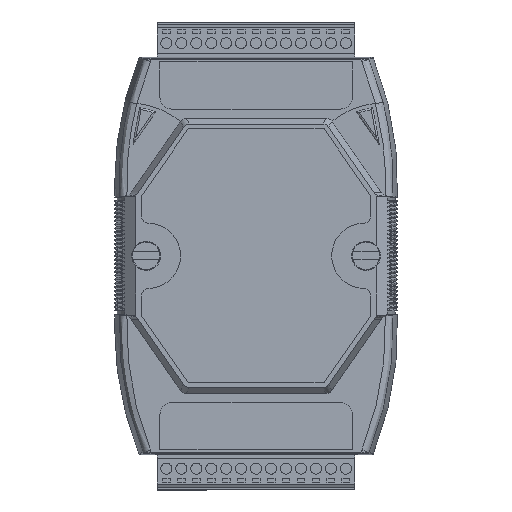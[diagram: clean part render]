
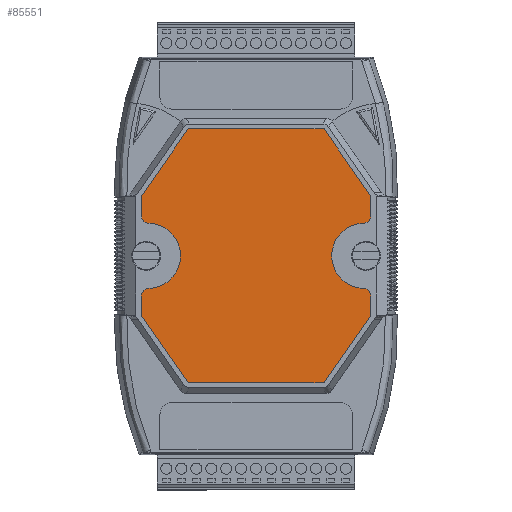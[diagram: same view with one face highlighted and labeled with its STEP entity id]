
A CAD part, top view. The second image highlights one B-rep face of the part: STEP entity #85551.
In plain terms, the highlighted face is planar.
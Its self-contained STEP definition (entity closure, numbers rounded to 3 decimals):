
#866 = EDGE_CURVE ( 'NONE', #55557, #55982, #69548, .T. ) ;
#1387 = DIRECTION ( 'NONE',  ( 0.571, 0., 0.821 ) ) ;
#1608 = DIRECTION ( 'NONE',  ( 0., 0., 1. ) ) ;
#2643 = CARTESIAN_POINT ( 'NONE',  ( -27.25, 0.3, 10.296 ) ) ;
#3877 = CARTESIAN_POINT ( 'NONE',  ( 27.25, 0.3, -10.296 ) ) ;
#6214 = VECTOR ( 'NONE', #19254, 1000. ) ;
#6278 = DIRECTION ( 'NONE',  ( 0., 0., 1. ) ) ;
#7764 = ORIENTED_EDGE ( 'NONE', *, *, #9305, .T. ) ;
#7876 = DIRECTION ( 'NONE',  ( 0., 0., 1. ) ) ;
#7966 = CARTESIAN_POINT ( 'NONE',  ( -27.308, 0.3, 8.296 ) ) ;
#8087 = VECTOR ( 'NONE', #6278, 1000. ) ;
#8127 = VERTEX_POINT ( 'NONE', #42753 ) ;
#9305 = EDGE_CURVE ( 'NONE', #32734, #90328, #95962, .T. ) ;
#9347 = LINE ( 'NONE', #81792, #35147 ) ;
#9850 = VERTEX_POINT ( 'NONE', #87502 ) ;
#10475 = CARTESIAN_POINT ( 'NONE',  ( -29.25, 0.3, 10.296 ) ) ;
#12310 = ORIENTED_EDGE ( 'NONE', *, *, #60846, .T. ) ;
#12560 = AXIS2_PLACEMENT_3D ( 'NONE', #62223, #55220, #77818 ) ;
#12730 = ORIENTED_EDGE ( 'NONE', *, *, #39647, .T. ) ;
#12858 = DIRECTION ( 'NONE',  ( -0.571, 0., 0.821 ) ) ;
#13189 = VERTEX_POINT ( 'NONE', #97902 ) ;
#16040 = EDGE_CURVE ( 'NONE', #36784, #13189, #9347, .T. ) ;
#16345 = EDGE_CURVE ( 'NONE', #13189, #80212, #31242, .T. ) ;
#17162 = VECTOR ( 'NONE', #22157, 1000. ) ;
#17981 = EDGE_CURVE ( 'NONE', #9850, #55467, #74756, .T. ) ;
#18485 = LINE ( 'NONE', #67805, #65983 ) ;
#18697 = ORIENTED_EDGE ( 'NONE', *, *, #16040, .T. ) ;
#19254 = DIRECTION ( 'NONE',  ( 0., 0., 1. ) ) ;
#19872 = DIRECTION ( 'NONE',  ( 0., 0., 1. ) ) ;
#20912 = LINE ( 'NONE', #54134, #52411 ) ;
#22157 = DIRECTION ( 'NONE',  ( 0., 0., -1. ) ) ;
#22582 = DIRECTION ( 'NONE',  ( 0., 0., -1. ) ) ;
#22605 = CARTESIAN_POINT ( 'NONE',  ( 29.25, 0.3, -15.163 ) ) ;
#23189 = DIRECTION ( 'NONE',  ( 0.571, 0., -0.821 ) ) ;
#24547 = VERTEX_POINT ( 'NONE', #37025 ) ;
#25088 = FACE_OUTER_BOUND ( 'NONE', #34338, .T. ) ;
#26324 = DIRECTION ( 'NONE',  ( 0., 1., 0. ) ) ;
#26492 = ORIENTED_EDGE ( 'NONE', *, *, #68119, .T. ) ;
#27170 = VERTEX_POINT ( 'NONE', #65787 ) ;
#27841 = CARTESIAN_POINT ( 'NONE',  ( -29.25, 0.3, 10.296 ) ) ;
#28045 = ORIENTED_EDGE ( 'NONE', *, *, #100965, .T. ) ;
#29170 = LINE ( 'NONE', #79049, #17162 ) ;
#30641 = CARTESIAN_POINT ( 'NONE',  ( 29.25, 0.3, -10.296 ) ) ;
#31242 = LINE ( 'NONE', #63948, #67695 ) ;
#31480 = AXIS2_PLACEMENT_3D ( 'NONE', #3877, #36550, #104628 ) ;
#32734 = VERTEX_POINT ( 'NONE', #104691 ) ;
#34338 = EDGE_LOOP ( 'NONE', ( #72453, #18697, #91359, #12310, #72399, #61040, #28045, #92493, #56595, #7764, #71025, #12730, #61156, #60619, #101623, #26492 ) ) ;
#35147 = VECTOR ( 'NONE', #105378, 1000. ) ;
#36550 = DIRECTION ( 'NONE',  ( 0., 1., 0. ) ) ;
#36784 = VERTEX_POINT ( 'NONE', #64193 ) ;
#37025 = CARTESIAN_POINT ( 'NONE',  ( 29.25, 0.3, -15.163 ) ) ;
#39611 = DIRECTION ( 'NONE',  ( -1., 0., 0. ) ) ;
#39647 = EDGE_CURVE ( 'NONE', #45369, #27170, #79242, .T. ) ;
#40127 = PLANE ( 'NONE',  #66817 ) ;
#40853 = CARTESIAN_POINT ( 'NONE',  ( -29.25, 0.3, -15.163 ) ) ;
#42433 = DIRECTION ( 'NONE',  ( 0., 0., 1. ) ) ;
#42753 = CARTESIAN_POINT ( 'NONE',  ( -27.308, 0.3, -8.296 ) ) ;
#43489 = CARTESIAN_POINT ( 'NONE',  ( 27.25, 0.3, 10.296 ) ) ;
#44885 = DIRECTION ( 'NONE',  ( 0., 0., 1. ) ) ;
#45369 = VERTEX_POINT ( 'NONE', #40853 ) ;
#46196 = LINE ( 'NONE', #30641, #64762 ) ;
#46703 = EDGE_CURVE ( 'NONE', #27170, #8127, #69033, .T. ) ;
#48907 = EDGE_CURVE ( 'NONE', #24547, #32734, #80575, .T. ) ;
#50404 = EDGE_CURVE ( 'NONE', #90328, #45369, #20912, .T. ) ;
#50540 = VECTOR ( 'NONE', #39611, 1000. ) ;
#50758 = CARTESIAN_POINT ( 'NONE',  ( -17.305, 0.3, -32.35 ) ) ;
#52411 = VECTOR ( 'NONE', #12858, 1000. ) ;
#52522 = AXIS2_PLACEMENT_3D ( 'NONE', #72245, #64700, #7876 ) ;
#52831 = EDGE_CURVE ( 'NONE', #61415, #24547, #46196, .T. ) ;
#53155 = CARTESIAN_POINT ( 'NONE',  ( 29.25, 0.3, 10.296 ) ) ;
#54134 = CARTESIAN_POINT ( 'NONE',  ( -17.305, 0.3, -32.35 ) ) ;
#55220 = DIRECTION ( 'NONE',  ( 0., 1., 0. ) ) ;
#55467 = VERTEX_POINT ( 'NONE', #103989 ) ;
#55557 = VERTEX_POINT ( 'NONE', #7966 ) ;
#55982 = VERTEX_POINT ( 'NONE', #10475 ) ;
#56595 = ORIENTED_EDGE ( 'NONE', *, *, #48907, .T. ) ;
#57778 = CARTESIAN_POINT ( 'NONE',  ( 27.25, 0.3, 10.296 ) ) ;
#58821 = DIRECTION ( 'NONE',  ( 0., 1., 0. ) ) ;
#59184 = AXIS2_PLACEMENT_3D ( 'NONE', #2643, #75057, #1608 ) ;
#60619 = ORIENTED_EDGE ( 'NONE', *, *, #75413, .T. ) ;
#60846 = EDGE_CURVE ( 'NONE', #80212, #61175, #29170, .T. ) ;
#61040 = ORIENTED_EDGE ( 'NONE', *, *, #17981, .T. ) ;
#61156 = ORIENTED_EDGE ( 'NONE', *, *, #46703, .T. ) ;
#61175 = VERTEX_POINT ( 'NONE', #53155 ) ;
#61415 = VERTEX_POINT ( 'NONE', #80522 ) ;
#62223 = CARTESIAN_POINT ( 'NONE',  ( -27.25, 0.3, -10.296 ) ) ;
#63441 = CIRCLE ( 'NONE', #80566, 8.3 ) ;
#63948 = CARTESIAN_POINT ( 'NONE',  ( 17.305, 0.3, 32.35 ) ) ;
#64029 = VERTEX_POINT ( 'NONE', #92964 ) ;
#64193 = CARTESIAN_POINT ( 'NONE',  ( -17.305, 0.3, 32.35 ) ) ;
#64700 = DIRECTION ( 'NONE',  ( 0., -1., 0. ) ) ;
#64762 = VECTOR ( 'NONE', #22582, 1000. ) ;
#65787 = CARTESIAN_POINT ( 'NONE',  ( -29.25, 0.3, -10.296 ) ) ;
#65983 = VECTOR ( 'NONE', #1387, 1000. ) ;
#66817 = AXIS2_PLACEMENT_3D ( 'NONE', #57778, #58821, #44885 ) ;
#66898 = EDGE_CURVE ( 'NONE', #61175, #9850, #105490, .T. ) ;
#67695 = VECTOR ( 'NONE', #23189, 1000. ) ;
#67805 = CARTESIAN_POINT ( 'NONE',  ( -29.25, 0.3, 15.163 ) ) ;
#68119 = EDGE_CURVE ( 'NONE', #55982, #64029, #102917, .T. ) ;
#69033 = CIRCLE ( 'NONE', #12560, 2. ) ;
#69548 = CIRCLE ( 'NONE', #59184, 2. ) ;
#71025 = ORIENTED_EDGE ( 'NONE', *, *, #50404, .T. ) ;
#71970 = DIRECTION ( 'NONE',  ( -0.571, 0., -0.821 ) ) ;
#72245 = CARTESIAN_POINT ( 'NONE',  ( 27.55, 0.3, 0. ) ) ;
#72399 = ORIENTED_EDGE ( 'NONE', *, *, #66898, .T. ) ;
#72453 = ORIENTED_EDGE ( 'NONE', *, *, #103015, .T. ) ;
#74756 = CIRCLE ( 'NONE', #52522, 8.3 ) ;
#75057 = DIRECTION ( 'NONE',  ( 0., 1., 0. ) ) ;
#75413 = EDGE_CURVE ( 'NONE', #8127, #55557, #63441, .T. ) ;
#77300 = DIRECTION ( 'NONE',  ( 0., -1., 0. ) ) ;
#77818 = DIRECTION ( 'NONE',  ( 0., 0., 1. ) ) ;
#78114 = AXIS2_PLACEMENT_3D ( 'NONE', #43489, #26324, #42433 ) ;
#79049 = CARTESIAN_POINT ( 'NONE',  ( 29.25, 0.3, 15.163 ) ) ;
#79242 = LINE ( 'NONE', #94783, #8087 ) ;
#80212 = VERTEX_POINT ( 'NONE', #103158 ) ;
#80522 = CARTESIAN_POINT ( 'NONE',  ( 29.25, 0.3, -10.296 ) ) ;
#80566 = AXIS2_PLACEMENT_3D ( 'NONE', #87437, #77300, #19872 ) ;
#80575 = LINE ( 'NONE', #22605, #88193 ) ;
#81792 = CARTESIAN_POINT ( 'NONE',  ( -17.305, 0.3, 32.35 ) ) ;
#85551 = ADVANCED_FACE ( 'NONE', ( #25088 ), #40127, .T. ) ;
#87437 = CARTESIAN_POINT ( 'NONE',  ( -27.55, 0.3, 0. ) ) ;
#87502 = CARTESIAN_POINT ( 'NONE',  ( 27.308, 0.3, 8.296 ) ) ;
#87883 = CARTESIAN_POINT ( 'NONE',  ( 17.305, 0.3, -32.35 ) ) ;
#88193 = VECTOR ( 'NONE', #71970, 1000. ) ;
#90328 = VERTEX_POINT ( 'NONE', #50758 ) ;
#91359 = ORIENTED_EDGE ( 'NONE', *, *, #16345, .T. ) ;
#92493 = ORIENTED_EDGE ( 'NONE', *, *, #52831, .T. ) ;
#92964 = CARTESIAN_POINT ( 'NONE',  ( -29.25, 0.3, 15.163 ) ) ;
#94783 = CARTESIAN_POINT ( 'NONE',  ( -29.25, 0.3, -15.163 ) ) ;
#95962 = LINE ( 'NONE', #87883, #50540 ) ;
#96644 = CIRCLE ( 'NONE', #31480, 2. ) ;
#97902 = CARTESIAN_POINT ( 'NONE',  ( 17.305, 0.3, 32.35 ) ) ;
#100965 = EDGE_CURVE ( 'NONE', #55467, #61415, #96644, .T. ) ;
#101623 = ORIENTED_EDGE ( 'NONE', *, *, #866, .T. ) ;
#102917 = LINE ( 'NONE', #27841, #6214 ) ;
#103015 = EDGE_CURVE ( 'NONE', #64029, #36784, #18485, .T. ) ;
#103158 = CARTESIAN_POINT ( 'NONE',  ( 29.25, 0.3, 15.163 ) ) ;
#103989 = CARTESIAN_POINT ( 'NONE',  ( 27.308, 0.3, -8.296 ) ) ;
#104628 = DIRECTION ( 'NONE',  ( 0., 0., 1. ) ) ;
#104691 = CARTESIAN_POINT ( 'NONE',  ( 17.305, 0.3, -32.35 ) ) ;
#105378 = DIRECTION ( 'NONE',  ( 1., 0., 0. ) ) ;
#105490 = CIRCLE ( 'NONE', #78114, 2. ) ;
